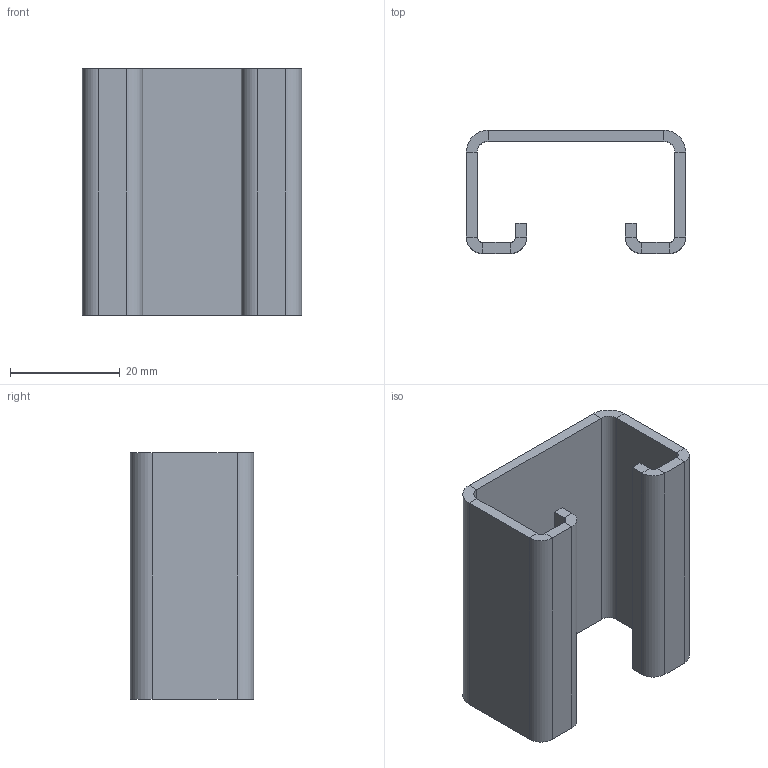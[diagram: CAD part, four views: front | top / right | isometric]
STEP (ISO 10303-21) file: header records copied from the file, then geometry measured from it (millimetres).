
FILE_DESCRIPTION (( 'STEP AP214' ), '1' );
FILE_NAME ('DSK 25.STEP', '2012-10-23T05:16:38', ( '' ), ( '' ), 'SwSTEP 2.0', 'SolidWorks 2012', '' );
FILE_SCHEMA (( 'AUTOMOTIVE_DESIGN' ));
Length unit declared in the file: millimetre
Products named in the file (1): DSK 25
Bounding box: 40 x 22.5 x 45 mm (x, y, z)
Volume: 8975.1 mm3; surface area: 9655.8 mm2
Topology: 1 solids, 1 shells, 221 faces, 573 edges, 366 vertices
Faces by surface type: plane 149, bspline 60, cylinder 12
Entity records: 9153 total; most frequent: CARTESIAN_POINT 4133, ORIENTED_EDGE 1146, DIRECTION 801, EDGE_CURVE 573, LINE 429, VECTOR 429, VERTEX_POINT 366, EDGE_LOOP 233
